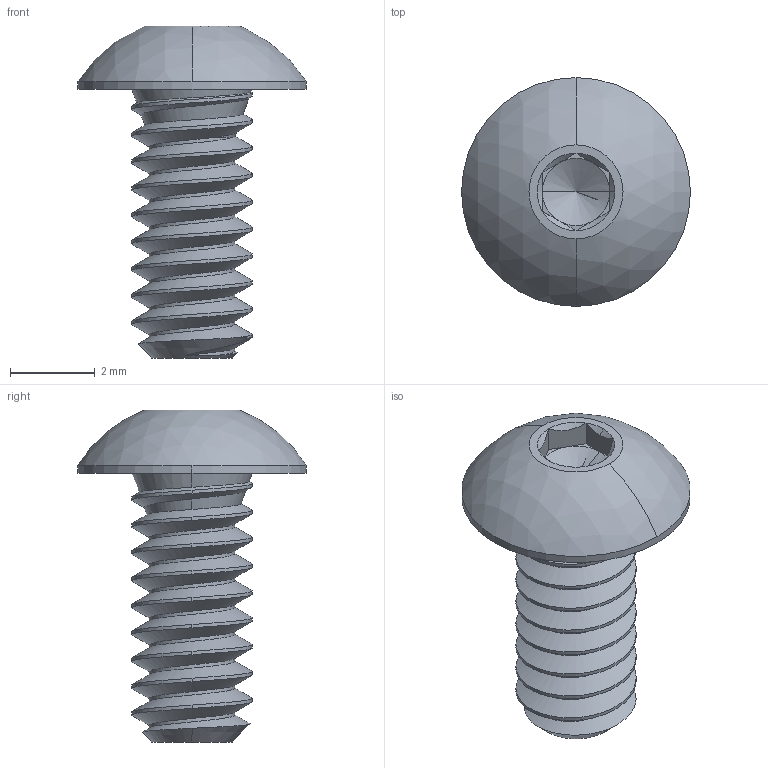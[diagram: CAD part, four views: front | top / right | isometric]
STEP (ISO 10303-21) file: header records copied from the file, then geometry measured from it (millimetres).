
FILE_DESCRIPTION (( 'STEP AP203' ), '1' );
FILE_NAME ('92949A106_18-8 Stainless Steel Button Head Hex Drive Screw.STEP', '2022-09-28T14:56:41', ( 'Administrator' ), ( 'Managed by Terraform' ), 'SwSTEP 2.0', 'SolidWorks 2017', '' );
FILE_SCHEMA (( 'CONFIG_CONTROL_DESIGN' ));
Length unit declared in the file: inch
Products named in the file (1): 92949A106_18-8 Stainless Steel Button Head Hex Drive Screw
Bounding box: 5.41 x 5.41 x 7.85 mm (x, y, z)
Volume: 51.7 mm3; surface area: 137.7 mm2
Topology: 1 solids, 1 shells, 59 faces, 145 edges, 88 vertices
Faces by surface type: cylinder 22, cone 17, plane 15, bspline 3, sphere 2
Entity records: 3125 total; most frequent: CARTESIAN_POINT 1827, ORIENTED_EDGE 286, DIRECTION 223, EDGE_CURVE 143, VERTEX_POINT 88, AXIS2_PLACEMENT_3D 87, EDGE_LOOP 61, ADVANCED_FACE 59
